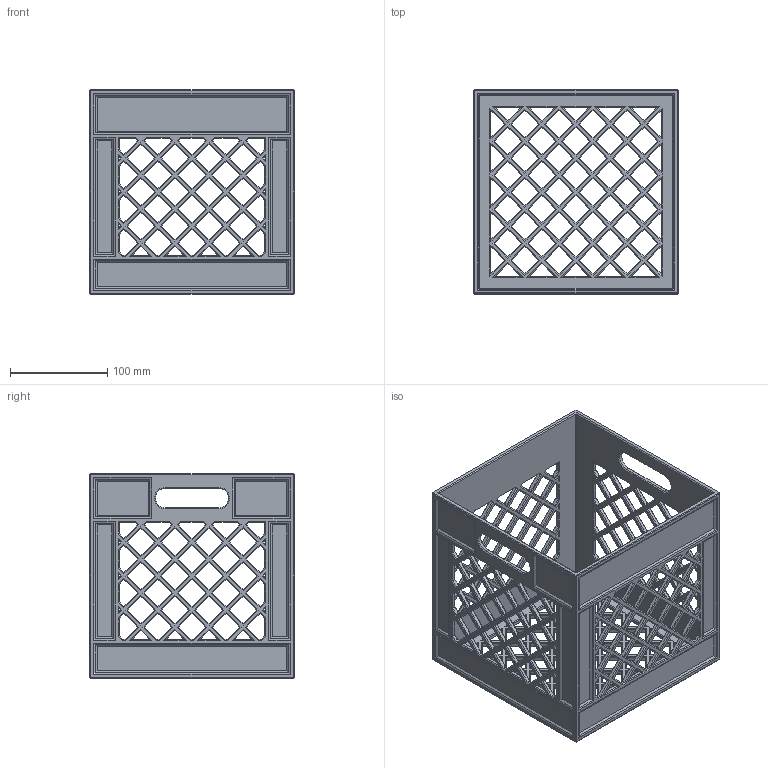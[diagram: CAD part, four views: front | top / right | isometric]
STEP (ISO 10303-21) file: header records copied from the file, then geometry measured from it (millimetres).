
FILE_DESCRIPTION(/* description */ (''),/* implementation_level */ '2;1');
FILE_NAME(/* name */ 'MilkCrate_210^2 v1.step',/* time_stamp */ '2024-07-30T23:22:18-07:00',/* author */ (''),/* organization */ (''),/* preprocessor_version */ 'ST-DEVELOPER v20',/* originating_system */ 'Autodesk Translation Framework v13.14.0.145',/* authorisation */ '');
FILE_SCHEMA (('AUTOMOTIVE_DESIGN { 1 0 10303 214 3 1 1 }'));
Products named in the file (2): MilkCrate_210^2; Component1
Assembly tree (1 placements, depth 2):
  MilkCrate_210^2
    Component1
Bounding box: 210 x 210 x 210 mm (x, y, z)
Volume: 547428.1 mm3; surface area: 353529.6 mm2
Topology: 1 solids, 1 shells, 2985 faces, 6924 edges, 3960 vertices
Faces by surface type: plane 2973, cone 8, cylinder 4
Entity records: 81303 total; most frequent: CARTESIAN_POINT 13872, ORIENTED_EDGE 13848, DIRECTION 12916, EDGE_CURVE 6924, LINE 6908, VECTOR 6908, VERTEX_POINT 3960, EDGE_LOOP 3464
